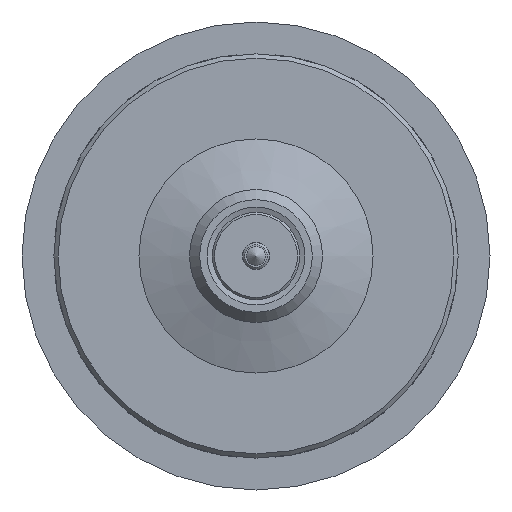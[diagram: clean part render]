
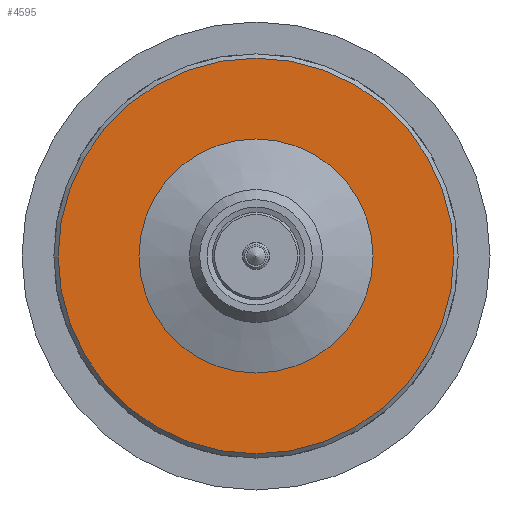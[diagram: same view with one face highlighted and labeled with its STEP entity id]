
A CAD part, left-side view. The second image highlights one B-rep face of the part: STEP entity #4595.
In plain terms, the highlighted planar face has unit normal (-1, 0, 0).
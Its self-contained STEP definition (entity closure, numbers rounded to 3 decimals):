
#49 = EDGE_CURVE ( 'NONE', #3567, #3567, #6049, .T. ) ;
#418 = CARTESIAN_POINT ( 'NONE',  ( -8.262, -5.5, 0. ) ) ;
#428 = EDGE_LOOP ( 'NONE', ( #7374 ) ) ;
#482 = DIRECTION ( 'NONE',  ( 1., 0., 0. ) ) ;
#774 = CARTESIAN_POINT ( 'NONE',  ( -8.262, 0., 0. ) ) ;
#844 = DIRECTION ( 'NONE',  ( -1., 0., 0. ) ) ;
#948 = DIRECTION ( 'NONE',  ( 0., -1., 0. ) ) ;
#1112 = CARTESIAN_POINT ( 'NONE',  ( -8.262, 9.3, 0. ) ) ;
#1295 = CARTESIAN_POINT ( 'NONE',  ( -8.262, 0., 0. ) ) ;
#1957 = DIRECTION ( 'NONE',  ( 0., -1., 0. ) ) ;
#2256 = FACE_BOUND ( 'NONE', #3642, .T. ) ;
#2267 = ORIENTED_EDGE ( 'NONE', *, *, #49, .F. ) ;
#2435 = PLANE ( 'NONE',  #3535 ) ;
#2449 = CARTESIAN_POINT ( 'NONE',  ( -8.262, -9.3, 0. ) ) ;
#3535 = AXIS2_PLACEMENT_3D ( 'NONE', #1112, #482, #4974 ) ;
#3567 = VERTEX_POINT ( 'NONE', #418 ) ;
#3592 = AXIS2_PLACEMENT_3D ( 'NONE', #774, #844, #948 ) ;
#3642 = EDGE_LOOP ( 'NONE', ( #2267 ) ) ;
#3841 = FACE_OUTER_BOUND ( 'NONE', #428, .T. ) ;
#3994 = EDGE_CURVE ( 'NONE', #4618, #4618, #6393, .T. ) ;
#4595 = ADVANCED_FACE ( 'NONE', ( #2256, #3841 ), #2435, .F. ) ;
#4618 = VERTEX_POINT ( 'NONE', #2449 ) ;
#4974 = DIRECTION ( 'NONE',  ( 0., 1., 0. ) ) ;
#5698 = DIRECTION ( 'NONE',  ( -1., 0., 0. ) ) ;
#6049 = CIRCLE ( 'NONE', #3592, 5.5 ) ;
#6393 = CIRCLE ( 'NONE', #7094, 9.3 ) ;
#7094 = AXIS2_PLACEMENT_3D ( 'NONE', #1295, #5698, #1957 ) ;
#7374 = ORIENTED_EDGE ( 'NONE', *, *, #3994, .T. ) ;
